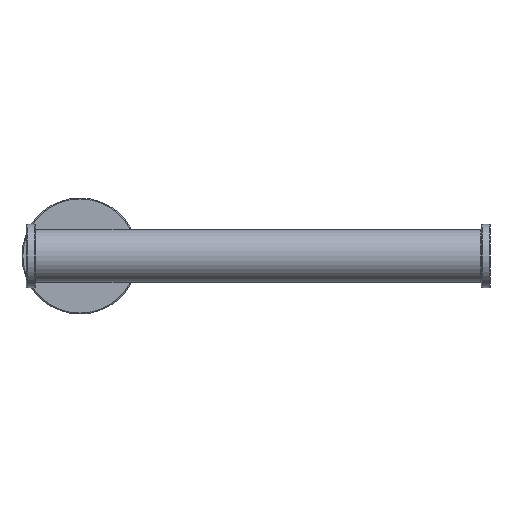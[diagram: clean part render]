
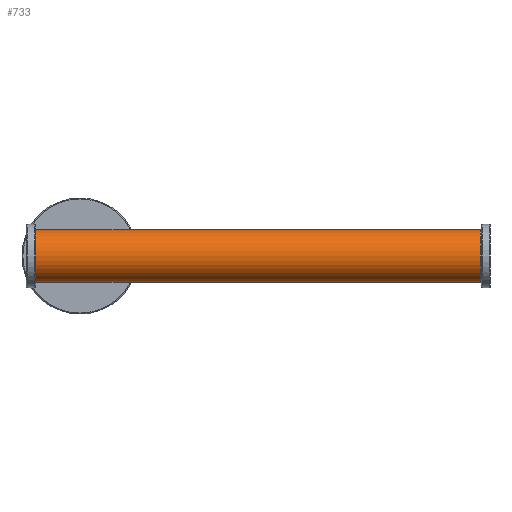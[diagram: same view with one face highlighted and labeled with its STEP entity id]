
A CAD part, front view. The second image highlights one B-rep face of the part: STEP entity #733.
In plain terms, the highlighted cylindrical face has radius 9 mm (diameter 18 mm), a full revolution.
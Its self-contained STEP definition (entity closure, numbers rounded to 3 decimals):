
#129=B_SPLINE_CURVE_WITH_KNOTS('',3,(#3975,#3976,#3977,#3978,#3979,#3980,
#3981,#3982,#3983,#3984,#3985,#3986,#3987,#3988,#3989,#3990,#3991,#3992,
#3993,#3994,#3995,#3996,#3997,#3998,#3999,#4000,#4001,#4002,#4003,#4004,
#4005,#4006,#4007,#4008,#4009,#4010,#4011,#4012,#4013,#4014,#4015,#4016,
#4017,#4018,#4019,#4020,#4021,#4022,#4023,#4024,#4025,#4026,#4027,#4028,
#4029),.UNSPECIFIED.,.T.,.F.,(1,1,1,1,1,1,1,1,1,1,1,1,1,1,1,1,1,1,1,1,1,
1,1,1,1,1,1,1,1,1,1,1,1,1,1,1,1,1,1,1,1,1,1,1,1,1,1,1,1,1,1,1,1,1,1,1,1,
1,1),(-0.08,-0.064,-0.032,0.,0.03,
0.059,0.076,0.084,0.092,0.108,0.123,
0.139,0.155,0.17,0.186,0.216,
0.247,0.278,0.309,0.326,
0.342,0.358,0.373,0.389,
0.397,0.405,0.42,0.436,
0.466,0.497,0.528,0.559,0.576,
0.584,0.592,0.608,0.623,
0.639,0.655,0.67,0.686,
0.716,0.747,0.778,0.809,0.826,
0.842,0.858,0.873,0.889,
0.897,0.905,0.92,0.936,
0.968,1.,1.03,1.059,1.076),.UNSPECIFIED.);
#290=ORIENTED_EDGE('',*,*,#392,.T.);
#291=ORIENTED_EDGE('',*,*,#393,.T.);
#292=ORIENTED_EDGE('',*,*,#389,.T.);
#389=EDGE_CURVE('',#456,#456,#129,.F.);
#392=EDGE_CURVE('',#459,#459,#493,.F.);
#393=EDGE_CURVE('',#460,#460,#494,.F.);
#456=VERTEX_POINT('',#4030);
#459=VERTEX_POINT('',#4039);
#460=VERTEX_POINT('',#4041);
#493=CIRCLE('',#870,9.);
#494=CIRCLE('',#871,9.);
#564=EDGE_LOOP('',(#290));
#565=EDGE_LOOP('',(#291));
#566=EDGE_LOOP('',(#292));
#651=FACE_BOUND('',#564,.T.);
#652=FACE_BOUND('',#565,.T.);
#653=FACE_BOUND('',#566,.T.);
#692=CYLINDRICAL_SURFACE('',#869,9.);
#733=ADVANCED_FACE('',(#651,#652,#653),#692,.T.);
#869=AXIS2_PLACEMENT_3D('',#4037,#1005,#1006);
#870=AXIS2_PLACEMENT_3D('',#4038,#1007,#1008);
#871=AXIS2_PLACEMENT_3D('',#4040,#1009,#1010);
#1005=DIRECTION('',(-1.,0.,0.));
#1006=DIRECTION('',(0.,0.,-1.));
#1007=DIRECTION('',(1.,0.,0.));
#1008=DIRECTION('',(0.,1.,0.));
#1009=DIRECTION('',(-1.,0.,0.));
#1010=DIRECTION('',(0.,-1.,0.));
#3975=CARTESIAN_POINT('',(-1477.754,-2024.357,-687.551));
#3976=CARTESIAN_POINT('',(-1478.314,-2024.375,-687.598));
#3977=CARTESIAN_POINT('',(-1478.861,-2024.358,-687.554));
#3978=CARTESIAN_POINT('',(-1479.358,-2024.31,-687.412));
#3979=CARTESIAN_POINT('',(-1479.649,-2024.268,-687.279));
#3980=CARTESIAN_POINT('',(-1479.83,-2024.238,-687.182));
#3981=CARTESIAN_POINT('',(-1480.031,-2024.201,-687.056));
#3982=CARTESIAN_POINT('',(-1480.143,-2024.178,-686.976));
#3983=CARTESIAN_POINT('',(-1480.426,-2024.115,-686.741));
#3984=CARTESIAN_POINT('',(-1480.67,-2024.053,-686.465));
#3985=CARTESIAN_POINT('',(-1480.795,-2024.018,-686.297));
#3986=CARTESIAN_POINT('',(-1480.972,-2023.968,-686.014));
#3987=CARTESIAN_POINT('',(-1481.127,-2023.92,-685.69));
#3988=CARTESIAN_POINT('',(-1481.287,-2023.869,-685.195));
#3989=CARTESIAN_POINT('',(-1481.344,-2023.849,-684.634));
#3990=CARTESIAN_POINT('',(-1481.308,-2023.862,-684.08));
#3991=CARTESIAN_POINT('',(-1481.16,-2023.909,-683.562));
#3992=CARTESIAN_POINT('',(-1481.01,-2023.956,-683.224));
#3993=CARTESIAN_POINT('',(-1480.83,-2024.009,-682.918));
#3994=CARTESIAN_POINT('',(-1480.704,-2024.044,-682.745));
#3995=CARTESIAN_POINT('',(-1480.489,-2024.1,-682.489));
#3996=CARTESIAN_POINT('',(-1480.249,-2024.155,-682.274));
#3997=CARTESIAN_POINT('',(-1480.102,-2024.186,-682.163));
#3998=CARTESIAN_POINT('',(-1480.005,-2024.206,-682.092));
#3999=CARTESIAN_POINT('',(-1479.752,-2024.252,-681.935));
#4000=CARTESIAN_POINT('',(-1479.439,-2024.3,-681.786));
#4001=CARTESIAN_POINT('',(-1478.935,-2024.354,-681.623));
#4002=CARTESIAN_POINT('',(-1478.38,-2024.375,-681.568));
#4003=CARTESIAN_POINT('',(-1477.829,-2024.361,-681.604));
#4004=CARTESIAN_POINT('',(-1477.311,-2024.312,-681.748));
#4005=CARTESIAN_POINT('',(-1477.01,-2024.268,-681.885));
#4006=CARTESIAN_POINT('',(-1476.828,-2024.238,-681.983));
#4007=CARTESIAN_POINT('',(-1476.626,-2024.201,-682.109));
#4008=CARTESIAN_POINT('',(-1476.515,-2024.178,-682.189));
#4009=CARTESIAN_POINT('',(-1476.231,-2024.115,-682.425));
#4010=CARTESIAN_POINT('',(-1475.988,-2024.053,-682.7));
#4011=CARTESIAN_POINT('',(-1475.862,-2024.018,-682.868));
#4012=CARTESIAN_POINT('',(-1475.686,-2023.968,-683.152));
#4013=CARTESIAN_POINT('',(-1475.53,-2023.92,-683.475));
#4014=CARTESIAN_POINT('',(-1475.371,-2023.869,-683.971));
#4015=CARTESIAN_POINT('',(-1475.314,-2023.849,-684.531));
#4016=CARTESIAN_POINT('',(-1475.35,-2023.862,-685.086));
#4017=CARTESIAN_POINT('',(-1475.497,-2023.909,-685.604));
#4018=CARTESIAN_POINT('',(-1475.647,-2023.956,-685.941));
#4019=CARTESIAN_POINT('',(-1475.827,-2024.009,-686.247));
#4020=CARTESIAN_POINT('',(-1475.954,-2024.044,-686.421));
#4021=CARTESIAN_POINT('',(-1476.168,-2024.1,-686.676));
#4022=CARTESIAN_POINT('',(-1476.408,-2024.155,-686.892));
#4023=CARTESIAN_POINT('',(-1476.555,-2024.186,-687.003));
#4024=CARTESIAN_POINT('',(-1476.652,-2024.206,-687.073));
#4025=CARTESIAN_POINT('',(-1476.905,-2024.252,-687.23));
#4026=CARTESIAN_POINT('',(-1477.226,-2024.301,-687.383));
#4027=CARTESIAN_POINT('',(-1477.754,-2024.357,-687.551));
#4028=CARTESIAN_POINT('',(-1478.314,-2024.375,-687.598));
#4029=CARTESIAN_POINT('',(-1478.861,-2024.358,-687.554));
#4030=CARTESIAN_POINT('',(-1478.329,-2024.369,-687.583));
#4037=CARTESIAN_POINT('',(-1478.329,-2032.854,-684.583));
#4038=CARTESIAN_POINT('',(-1340.129,-2032.854,-684.583));
#4039=CARTESIAN_POINT('',(-1340.129,-2023.854,-684.583));
#4040=CARTESIAN_POINT('',(-1493.529,-2032.854,-684.583));
#4041=CARTESIAN_POINT('',(-1493.529,-2041.854,-684.583));
